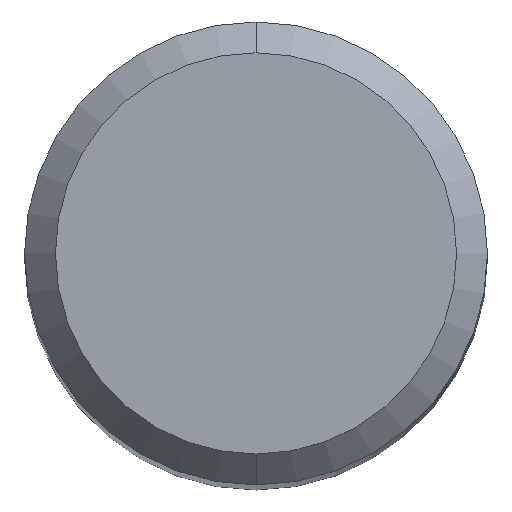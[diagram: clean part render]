
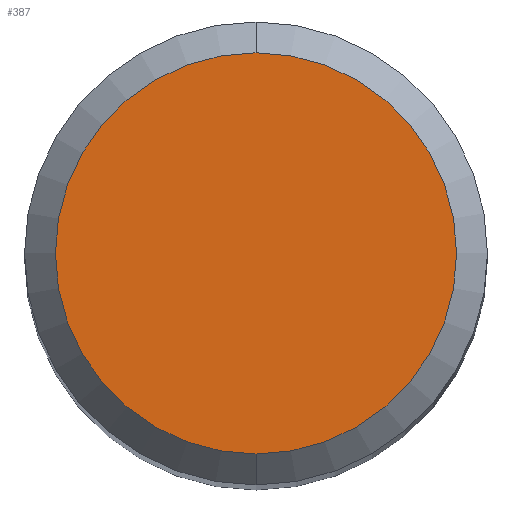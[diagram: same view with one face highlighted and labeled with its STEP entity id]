
A CAD part, top view. The second image highlights one B-rep face of the part: STEP entity #387.
In plain terms, the highlighted planar face has unit normal (0, 0, 1).
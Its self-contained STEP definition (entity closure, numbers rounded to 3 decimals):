
#201=VERTEX_POINT('',#495);
#255=EDGE_CURVE('',#403,#201,#557,.T.);
#335=EDGE_CURVE('',#201,#403,#642,.T.);
#387=ADVANCED_FACE('',(#700),#701,.T.);
#403=VERTEX_POINT('',#718);
#495=CARTESIAN_POINT('',(0.,-2.6,0.0));
#557=CIRCLE('',#999,2.6);
#642=CIRCLE('',#1137,2.6);
#700=FACE_OUTER_BOUND('',#1289,.T.);
#701=PLANE('',#1290);
#718=CARTESIAN_POINT('',(0.0,2.6,0.0));
#999=AXIS2_PLACEMENT_3D('',#1495,#1496,#1497);
#1137=AXIS2_PLACEMENT_3D('',#1577,#1578,#1579);
#1289=EDGE_LOOP('',(#1661,#1662));
#1290=AXIS2_PLACEMENT_3D('',#1663,#1664,#1665);
#1495=CARTESIAN_POINT('',(0.0,0.0,0.0));
#1496=DIRECTION('',(0.0,0.0,-1.0));
#1497=DIRECTION('',(0.0,1.0,0.0));
#1577=CARTESIAN_POINT('',(0.0,0.0,0.0));
#1578=DIRECTION('',(0.0,0.0,-1.0));
#1579=DIRECTION('',(0.0,1.0,0.0));
#1661=ORIENTED_EDGE('',*,*,#255,.F.);
#1662=ORIENTED_EDGE('',*,*,#335,.F.);
#1663=CARTESIAN_POINT('',(0.0,1.3,0.0));
#1664=DIRECTION('',(-0.0,0.0,1.0));
#1665=DIRECTION('',(0.0,-1.0,0.0));
